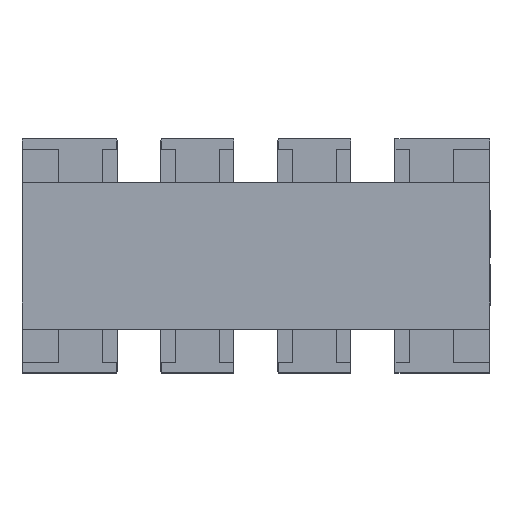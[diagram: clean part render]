
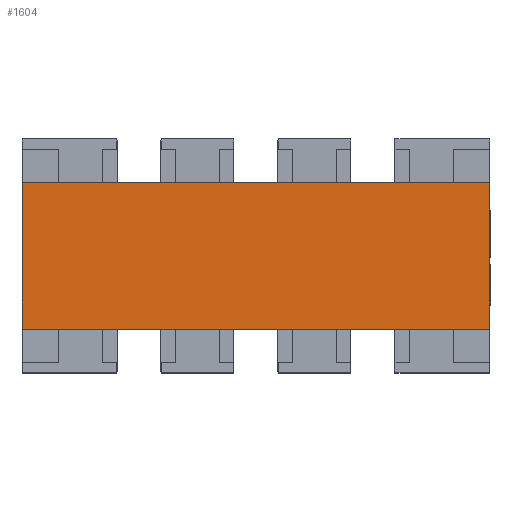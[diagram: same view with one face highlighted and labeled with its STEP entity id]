
A CAD part, top view. The second image highlights one B-rep face of the part: STEP entity #1604.
In plain terms, the highlighted planar face has unit normal (0, 0, 1).
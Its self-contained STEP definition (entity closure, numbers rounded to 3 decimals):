
#51 = DIRECTION ( 'NONE',  ( 1., 0., 0. ) ) ;
#422 = CARTESIAN_POINT ( 'NONE',  ( -1.6, -0.5, 0.5 ) ) ;
#978 = VERTEX_POINT ( 'NONE', #16347 ) ;
#1213 = LINE ( 'NONE', #13490, #2679 ) ;
#1604 = ADVANCED_FACE ( 'NONE', ( #15207 ), #3150, .F. ) ;
#1860 = DIRECTION ( 'NONE',  ( 0., 0., -1. ) ) ;
#2679 = VECTOR ( 'NONE', #51, 1000. ) ;
#3150 = PLANE ( 'NONE',  #14479 ) ;
#3997 = VECTOR ( 'NONE', #11384, 1000. ) ;
#5616 = CARTESIAN_POINT ( 'NONE',  ( 0., 0., 0.5 ) ) ;
#6006 = LINE ( 'NONE', #6097, #3997 ) ;
#6048 = VERTEX_POINT ( 'NONE', #10099 ) ;
#6097 = CARTESIAN_POINT ( 'NONE',  ( 1.6, -0.5, 0.5 ) ) ;
#6569 = CARTESIAN_POINT ( 'NONE',  ( -1.6, 0.5, 0.5 ) ) ;
#6646 = EDGE_CURVE ( 'NONE', #978, #16947, #10558, .T. ) ;
#6648 = EDGE_CURVE ( 'NONE', #16947, #16065, #14920, .T. ) ;
#7009 = EDGE_CURVE ( 'NONE', #16065, #6048, #1213, .T. ) ;
#8627 = ORIENTED_EDGE ( 'NONE', *, *, #14330, .T. ) ;
#9486 = DIRECTION ( 'NONE',  ( -1., 0., 0. ) ) ;
#10099 = CARTESIAN_POINT ( 'NONE',  ( 1.6, -0.5, 0.5 ) ) ;
#10558 = LINE ( 'NONE', #6569, #17095 ) ;
#11010 = DIRECTION ( 'NONE',  ( -1., 0., 0. ) ) ;
#11384 = DIRECTION ( 'NONE',  ( 0., 1., 0. ) ) ;
#11766 = ORIENTED_EDGE ( 'NONE', *, *, #6646, .T. ) ;
#12112 = EDGE_LOOP ( 'NONE', ( #8627, #11766, #13202, #17020 ) ) ;
#12338 = CARTESIAN_POINT ( 'NONE',  ( -1.6, 0.5, 0.5 ) ) ;
#12590 = VECTOR ( 'NONE', #14740, 1000. ) ;
#13202 = ORIENTED_EDGE ( 'NONE', *, *, #6648, .T. ) ;
#13490 = CARTESIAN_POINT ( 'NONE',  ( -1.6, -0.5, 0.5 ) ) ;
#14330 = EDGE_CURVE ( 'NONE', #6048, #978, #6006, .T. ) ;
#14479 = AXIS2_PLACEMENT_3D ( 'NONE', #5616, #1860, #11010 ) ;
#14740 = DIRECTION ( 'NONE',  ( 0., -1., 0. ) ) ;
#14920 = LINE ( 'NONE', #16167, #12590 ) ;
#15207 = FACE_OUTER_BOUND ( 'NONE', #12112, .T. ) ;
#16065 = VERTEX_POINT ( 'NONE', #422 ) ;
#16167 = CARTESIAN_POINT ( 'NONE',  ( -1.6, -0.5, 0.5 ) ) ;
#16347 = CARTESIAN_POINT ( 'NONE',  ( 1.6, 0.5, 0.5 ) ) ;
#16947 = VERTEX_POINT ( 'NONE', #12338 ) ;
#17020 = ORIENTED_EDGE ( 'NONE', *, *, #7009, .T. ) ;
#17095 = VECTOR ( 'NONE', #9486, 1000. ) ;
